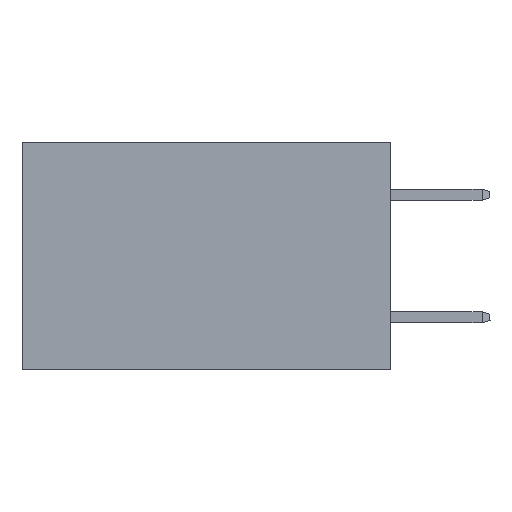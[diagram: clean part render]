
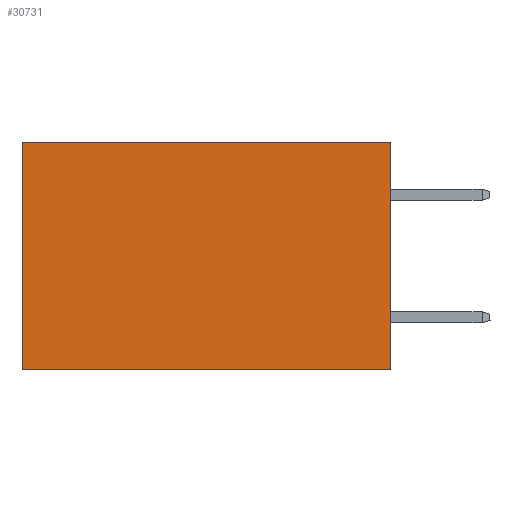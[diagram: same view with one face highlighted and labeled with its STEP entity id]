
A CAD part, left-side view. The second image highlights one B-rep face of the part: STEP entity #30731.
In plain terms, the highlighted planar face has unit normal (-1, 0, 0).
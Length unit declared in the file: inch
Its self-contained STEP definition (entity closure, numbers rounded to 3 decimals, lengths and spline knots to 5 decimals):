
#422 = CARTESIAN_POINT ( 'NONE',  ( 0.2875, 0.6, 0. ) ) ;
#902 = CARTESIAN_POINT ( 'NONE',  ( 0.2875, 0.6, -0.37 ) ) ;
#4060 = DIRECTION ( 'NONE',  ( 0., 1., 0. ) ) ;
#4231 = DIRECTION ( 'NONE',  ( 0., 1., 0. ) ) ;
#5436 = VERTEX_POINT ( 'NONE', #902 ) ;
#5940 = VECTOR ( 'NONE', #4231, 39.37008 ) ;
#5969 = LINE ( 'NONE', #8456, #14831 ) ;
#6326 = DIRECTION ( 'NONE',  ( 0., 0., -1. ) ) ;
#6496 = FACE_OUTER_BOUND ( 'NONE', #10554, .T. ) ;
#6622 = CARTESIAN_POINT ( 'NONE',  ( 0.2875, 0., 0. ) ) ;
#7878 = VECTOR ( 'NONE', #4060, 39.37008 ) ;
#8456 = CARTESIAN_POINT ( 'NONE',  ( 0.2875, 0.6, 0. ) ) ;
#10554 = EDGE_LOOP ( 'NONE', ( #16496, #33268, #18412, #33465 ) ) ;
#14831 = VECTOR ( 'NONE', #33501, 39.37008 ) ;
#15359 = LINE ( 'NONE', #41406, #22066 ) ;
#16496 = ORIENTED_EDGE ( 'NONE', *, *, #25994, .T. ) ;
#17695 = LINE ( 'NONE', #32235, #7878 ) ;
#18412 = ORIENTED_EDGE ( 'NONE', *, *, #30524, .F. ) ;
#18491 = EDGE_CURVE ( 'NONE', #44169, #5436, #24841, .T. ) ;
#22066 = VECTOR ( 'NONE', #37541, 39.37008 ) ;
#24341 = PLANE ( 'NONE',  #25862 ) ;
#24841 = LINE ( 'NONE', #28582, #5940 ) ;
#25030 = EDGE_CURVE ( 'NONE', #37411, #36981, #17695, .T. ) ;
#25862 = AXIS2_PLACEMENT_3D ( 'NONE', #6622, #45136, #6326 ) ;
#25994 = EDGE_CURVE ( 'NONE', #36981, #5436, #5969, .T. ) ;
#28582 = CARTESIAN_POINT ( 'NONE',  ( 0.2875, 0., -0.37 ) ) ;
#29942 = CARTESIAN_POINT ( 'NONE',  ( 0.2875, 0., 0. ) ) ;
#30524 = EDGE_CURVE ( 'NONE', #37411, #44169, #15359, .T. ) ;
#30731 = ADVANCED_FACE ( 'NONE', ( #6496 ), #24341, .F. ) ;
#32235 = CARTESIAN_POINT ( 'NONE',  ( 0.2875, 0., 0. ) ) ;
#33268 = ORIENTED_EDGE ( 'NONE', *, *, #18491, .F. ) ;
#33465 = ORIENTED_EDGE ( 'NONE', *, *, #25030, .T. ) ;
#33501 = DIRECTION ( 'NONE',  ( 0., 0., -1. ) ) ;
#36624 = CARTESIAN_POINT ( 'NONE',  ( 0.2875, 0., -0.37 ) ) ;
#36981 = VERTEX_POINT ( 'NONE', #422 ) ;
#37411 = VERTEX_POINT ( 'NONE', #29942 ) ;
#37541 = DIRECTION ( 'NONE',  ( 0., 0., -1. ) ) ;
#41406 = CARTESIAN_POINT ( 'NONE',  ( 0.2875, 0., 0. ) ) ;
#44169 = VERTEX_POINT ( 'NONE', #36624 ) ;
#45136 = DIRECTION ( 'NONE',  ( 1., 0., 0. ) ) ;
